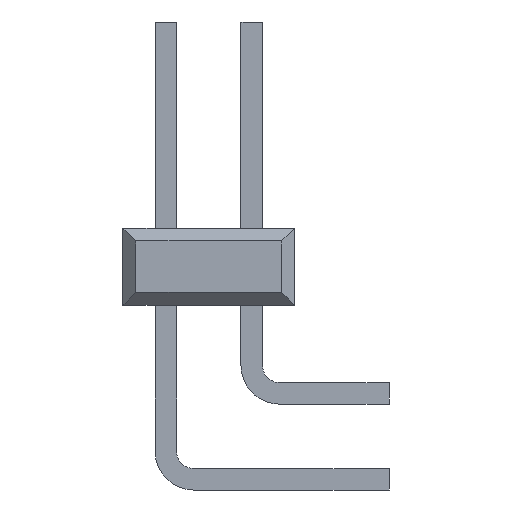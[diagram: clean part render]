
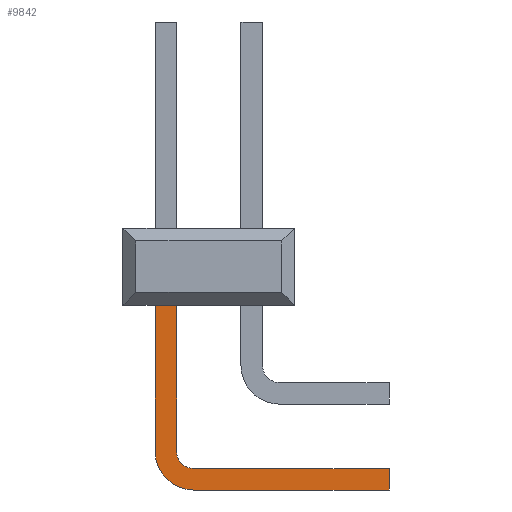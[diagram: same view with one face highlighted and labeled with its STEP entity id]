
A CAD part, left-side view. The second image highlights one B-rep face of the part: STEP entity #9842.
In plain terms, the highlighted planar face has unit normal (-1, 0, 0).
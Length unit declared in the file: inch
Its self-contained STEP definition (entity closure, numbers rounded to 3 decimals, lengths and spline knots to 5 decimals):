
#409=DIRECTION('',(0.,1.,0.));
#410=VECTOR('',#409,0.025);
#411=CARTESIAN_POINT('',(-0.4125,0.1375,-0.045));
#412=LINE('',#411,#410);
#3343=DIRECTION('',(0.,0.,-1.));
#3344=VECTOR('',#3343,0.17);
#3345=CARTESIAN_POINT('',(-0.4125,0.1375,-0.045));
#3346=LINE('',#3345,#3344);
#3347=CARTESIAN_POINT('',(-0.4125,0.1175,-0.215));
#3348=DIRECTION('',(-1.,0.,0.));
#3349=DIRECTION('',(0.,1.,0.));
#3350=AXIS2_PLACEMENT_3D('',#3347,#3348,#3349);
#3352=DIRECTION('',(0.,-1.,0.));
#3353=VECTOR('',#3352,0.2275);
#3354=CARTESIAN_POINT('',(-0.4125,0.1175,-0.235));
#3355=LINE('',#3354,#3353);
#3356=DIRECTION('',(0.,0.,-1.));
#3357=VECTOR('',#3356,0.025);
#3358=CARTESIAN_POINT('',(-0.4125,-0.11,-0.235));
#3359=LINE('',#3358,#3357);
#3360=DIRECTION('',(0.,1.,0.));
#3361=VECTOR('',#3360,0.2275);
#3362=CARTESIAN_POINT('',(-0.4125,-0.11,-0.26));
#3363=LINE('',#3362,#3361);
#3364=CARTESIAN_POINT('',(-0.4125,0.1175,-0.215));
#3365=DIRECTION('',(1.,0.,0.));
#3366=DIRECTION('',(0.,0.,-1.));
#3367=AXIS2_PLACEMENT_3D('',#3364,#3365,#3366);
#3369=DIRECTION('',(0.,0.,1.));
#3370=VECTOR('',#3369,0.17);
#3371=CARTESIAN_POINT('',(-0.4125,0.1625,-0.215));
#3372=LINE('',#3371,#3370);
#4537=CARTESIAN_POINT('',(-0.4125,0.1175,-0.235));
#4538=CARTESIAN_POINT('',(-0.4125,-0.11,-0.235));
#4539=VERTEX_POINT('',#4537);
#4540=VERTEX_POINT('',#4538);
#4541=CARTESIAN_POINT('',(-0.4125,-0.11,-0.26));
#4542=VERTEX_POINT('',#4541);
#4543=CARTESIAN_POINT('',(-0.4125,0.1175,-0.26));
#4544=VERTEX_POINT('',#4543);
#4545=CARTESIAN_POINT('',(-0.4125,0.1625,-0.215));
#4546=VERTEX_POINT('',#4545);
#4547=CARTESIAN_POINT('',(-0.4125,0.1375,-0.215));
#4548=VERTEX_POINT('',#4547);
#4605=CARTESIAN_POINT('',(-0.4125,0.1375,-0.045));
#4606=CARTESIAN_POINT('',(-0.4125,0.1625,-0.045));
#4607=VERTEX_POINT('',#4605);
#4608=VERTEX_POINT('',#4606);
#9820=CARTESIAN_POINT('',(-0.4125,0.015,-0.045));
#9821=DIRECTION('',(1.,0.,0.));
#9822=DIRECTION('',(0.,0.,-1.));
#9823=AXIS2_PLACEMENT_3D('',#9820,#9821,#9822);
#9824=PLANE('',#9823);
#9825=ORIENTED_EDGE('',*,*,#4910,.F.);
#9827=ORIENTED_EDGE('',*,*,#9826,.T.);
#9829=ORIENTED_EDGE('',*,*,#9828,.T.);
#9831=ORIENTED_EDGE('',*,*,#9830,.T.);
#9833=ORIENTED_EDGE('',*,*,#9832,.T.);
#9835=ORIENTED_EDGE('',*,*,#9834,.T.);
#9837=ORIENTED_EDGE('',*,*,#9836,.T.);
#9839=ORIENTED_EDGE('',*,*,#9838,.T.);
#9840=EDGE_LOOP('',(#9825,#9827,#9829,#9831,#9833,#9835,#9837,#9839));
#9841=FACE_OUTER_BOUND('',#9840,.F.);
#9842=ADVANCED_FACE('',(#9841),#9824,.F.);
#3351=CIRCLE('',#3350,0.02);
#3368=CIRCLE('',#3367,0.045);
#4910=EDGE_CURVE('',#4607,#4608,#412,.T.);
#9826=EDGE_CURVE('',#4607,#4548,#3346,.T.);
#9828=EDGE_CURVE('',#4548,#4539,#3351,.T.);
#9830=EDGE_CURVE('',#4539,#4540,#3355,.T.);
#9832=EDGE_CURVE('',#4540,#4542,#3359,.T.);
#9834=EDGE_CURVE('',#4542,#4544,#3363,.T.);
#9836=EDGE_CURVE('',#4544,#4546,#3368,.T.);
#9838=EDGE_CURVE('',#4546,#4608,#3372,.T.);
